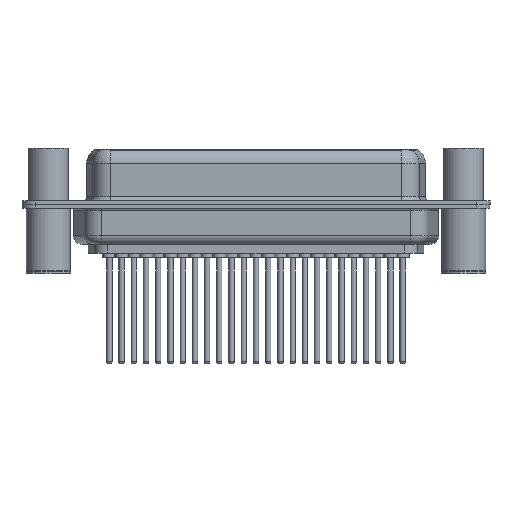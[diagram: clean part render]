
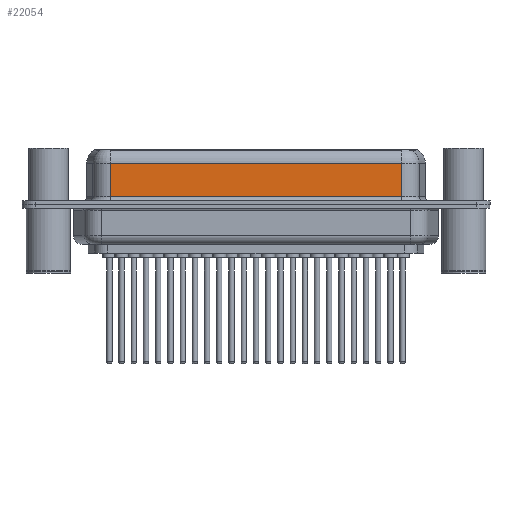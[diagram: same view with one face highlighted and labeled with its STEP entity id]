
A CAD part, front view. The second image highlights one B-rep face of the part: STEP entity #22054.
In plain terms, the highlighted planar face has unit normal (0, -1, 0).
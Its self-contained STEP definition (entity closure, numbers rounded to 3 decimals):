
#375 = CARTESIAN_POINT ( 'NONE',  ( 7.013, -3.95, 4.65 ) ) ;
#900 = EDGE_CURVE ( 'NONE', #11016, #5353, #8798, .T. ) ;
#1189 = FACE_OUTER_BOUND ( 'NONE', #13563, .T. ) ;
#1669 = ORIENTED_EDGE ( 'NONE', *, *, #4501, .T. ) ;
#1711 = EDGE_CURVE ( 'NONE', #11016, #15650, #12541, .T. ) ;
#1766 = CARTESIAN_POINT ( 'NONE',  ( 40.037, -3.95, 6.4 ) ) ;
#2632 = VECTOR ( 'NONE', #12897, 1000. ) ;
#2940 = CARTESIAN_POINT ( 'NONE',  ( 40.037, -3.95, 0.9 ) ) ;
#4198 = ORIENTED_EDGE ( 'NONE', *, *, #1711, .F. ) ;
#4501 = EDGE_CURVE ( 'NONE', #5353, #7688, #20809, .T. ) ;
#5353 = VERTEX_POINT ( 'NONE', #375 ) ;
#6458 = EDGE_CURVE ( 'NONE', #7688, #15650, #8218, .T. ) ;
#7688 = VERTEX_POINT ( 'NONE', #21795 ) ;
#8218 = LINE ( 'NONE', #2940, #21041 ) ;
#8504 = DIRECTION ( 'NONE',  ( 0., 0., 1. ) ) ;
#8798 = LINE ( 'NONE', #16114, #17866 ) ;
#10441 = CARTESIAN_POINT ( 'NONE',  ( 7.013, -3.95, 6.4 ) ) ;
#11016 = VERTEX_POINT ( 'NONE', #18492 ) ;
#11406 = ORIENTED_EDGE ( 'NONE', *, *, #6458, .T. ) ;
#11482 = AXIS2_PLACEMENT_3D ( 'NONE', #23394, #14258, #8504 ) ;
#12113 = DIRECTION ( 'NONE',  ( 0., 0., -1. ) ) ;
#12541 = LINE ( 'NONE', #1766, #2632 ) ;
#12897 = DIRECTION ( 'NONE',  ( 0., 0., -1. ) ) ;
#13177 = ORIENTED_EDGE ( 'NONE', *, *, #900, .T. ) ;
#13563 = EDGE_LOOP ( 'NONE', ( #4198, #13177, #1669, #11406 ) ) ;
#14258 = DIRECTION ( 'NONE',  ( 0., 1., 0. ) ) ;
#15650 = VERTEX_POINT ( 'NONE', #17316 ) ;
#16114 = CARTESIAN_POINT ( 'NONE',  ( 40.037, -3.95, 4.65 ) ) ;
#17316 = CARTESIAN_POINT ( 'NONE',  ( 40.037, -3.95, 0.9 ) ) ;
#17737 = PLANE ( 'NONE',  #11482 ) ;
#17866 = VECTOR ( 'NONE', #23454, 1000. ) ;
#17910 = VECTOR ( 'NONE', #12113, 1000. ) ;
#18492 = CARTESIAN_POINT ( 'NONE',  ( 40.037, -3.95, 4.65 ) ) ;
#20809 = LINE ( 'NONE', #10441, #17910 ) ;
#21041 = VECTOR ( 'NONE', #21309, 1000. ) ;
#21309 = DIRECTION ( 'NONE',  ( 1., 0., 0. ) ) ;
#21795 = CARTESIAN_POINT ( 'NONE',  ( 7.013, -3.95, 0.9 ) ) ;
#22054 = ADVANCED_FACE ( 'NONE', ( #1189 ), #17737, .F. ) ;
#23394 = CARTESIAN_POINT ( 'NONE',  ( 40.037, -3.95, 6.4 ) ) ;
#23454 = DIRECTION ( 'NONE',  ( -1., 0., 0. ) ) ;
